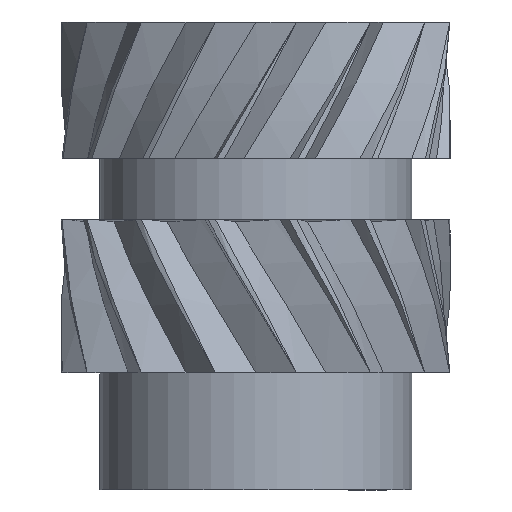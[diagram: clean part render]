
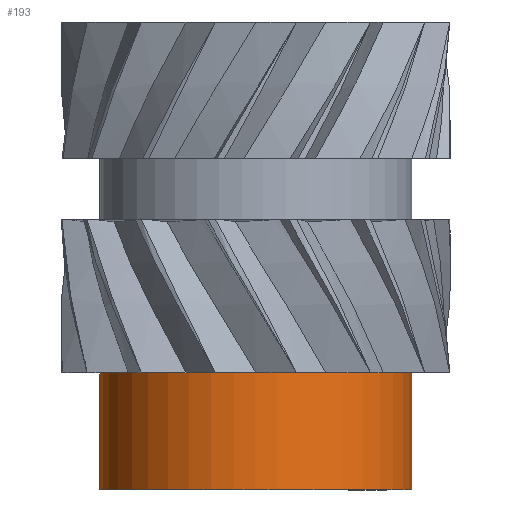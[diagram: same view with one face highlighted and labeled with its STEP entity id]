
A CAD part, front view. The second image highlights one B-rep face of the part: STEP entity #193.
In plain terms, the highlighted free-form (B-spline) face has degree [1, 2] with [2, 9] control points.
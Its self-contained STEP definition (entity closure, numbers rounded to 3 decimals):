
#193=ADVANCED_FACE('',(#373),#2753,.T.);
#373=FACE_OUTER_BOUND('',#549,.T.);
#549=EDGE_LOOP('',(#1281,#1282,#1283,#1284));
#1281=ORIENTED_EDGE('',*,*,#1740,.T.);
#1282=ORIENTED_EDGE('',*,*,#1741,.T.);
#1283=ORIENTED_EDGE('',*,*,#1740,.F.);
#1284=ORIENTED_EDGE('',*,*,#1739,.F.);
#1739=EDGE_CURVE('',#2562,#2562,#1970,.T.);
#1740=EDGE_CURVE('',#2562,#2561,#1971,.T.);
#1741=EDGE_CURVE('',#2561,#2561,#1972,.T.);
#1970=(
BOUNDED_CURVE()
B_SPLINE_CURVE(2,(#10536,#10537,#10538,#10539,#10540,#10541,#10542,#10543,
#10544),.UNSPECIFIED.,.T.,.F.)
B_SPLINE_CURVE_WITH_KNOTS((3,2,2,2,3),(25.133,28.274,
31.416,34.558,37.699),.UNSPECIFIED.)
CURVE()
GEOMETRIC_REPRESENTATION_ITEM()
RATIONAL_B_SPLINE_CURVE((1.,0.707,1.,0.707,1.,0.707,
1.,0.707,1.))
REPRESENTATION_ITEM('')
);
#1971=(
BOUNDED_CURVE()
B_SPLINE_CURVE(1,(#10545,#10546),.UNSPECIFIED.,.F.,.F.)
B_SPLINE_CURVE_WITH_KNOTS((2,2),(0.,6.),.UNSPECIFIED.)
CURVE()
GEOMETRIC_REPRESENTATION_ITEM()
RATIONAL_B_SPLINE_CURVE((1.,1.))
REPRESENTATION_ITEM('')
);
#1972=(
BOUNDED_CURVE()
B_SPLINE_CURVE(2,(#10547,#10548,#10549,#10550,#10551,#10552,#10553,#10554,
#10555),.UNSPECIFIED.,.T.,.F.)
B_SPLINE_CURVE_WITH_KNOTS((3,2,2,2,3),(25.133,28.274,
31.416,34.558,37.699),.UNSPECIFIED.)
CURVE()
GEOMETRIC_REPRESENTATION_ITEM()
RATIONAL_B_SPLINE_CURVE((1.,0.707,1.,0.707,1.,0.707,
1.,0.707,1.))
REPRESENTATION_ITEM('')
);
#2561=VERTEX_POINT('',#8423);
#2562=VERTEX_POINT('',#8424);
#2753=(
BOUNDED_SURFACE()
B_SPLINE_SURFACE(1,2,((#7661,#7662,#7663,#7664,#7665,#7666,#7667,#7668,
#7669),(#7670,#7671,#7672,#7673,#7674,#7675,#7676,#7677,#7678)),
 .UNSPECIFIED.,.F.,.F.,.F.)
B_SPLINE_SURFACE_WITH_KNOTS((2,2),(3,2,2,2,3),(0.,6.),(25.133,
28.274,31.416,34.558,37.699),
 .UNSPECIFIED.)
GEOMETRIC_REPRESENTATION_ITEM()
RATIONAL_B_SPLINE_SURFACE(((1.,0.707,1.,0.707,1.,
0.707,1.,0.707,1.),(1.,0.707,1.,0.707,
1.,0.707,1.,0.707,1.)))
REPRESENTATION_ITEM('')
SURFACE()
);
#7661=CARTESIAN_POINT('',(2.,0.,0.));
#7662=CARTESIAN_POINT('',(2.,-2.,0.));
#7663=CARTESIAN_POINT('',(0.,-2.,0.));
#7664=CARTESIAN_POINT('',(-2.,-2.,0.));
#7665=CARTESIAN_POINT('',(-2.,0.,0.));
#7666=CARTESIAN_POINT('',(-2.,2.,0.));
#7667=CARTESIAN_POINT('',(0.,2.,0.));
#7668=CARTESIAN_POINT('',(2.,2.,0.));
#7669=CARTESIAN_POINT('',(2.,0.,0.));
#7670=CARTESIAN_POINT('',(2.,0.,1.5));
#7671=CARTESIAN_POINT('',(2.,-2.,1.5));
#7672=CARTESIAN_POINT('',(0.,-2.,1.5));
#7673=CARTESIAN_POINT('',(-2.,-2.,1.5));
#7674=CARTESIAN_POINT('',(-2.,0.,1.5));
#7675=CARTESIAN_POINT('',(-2.,2.,1.5));
#7676=CARTESIAN_POINT('',(0.,2.,1.5));
#7677=CARTESIAN_POINT('',(2.,2.,1.5));
#7678=CARTESIAN_POINT('',(2.,0.,1.5));
#8423=CARTESIAN_POINT('',(2.,0.,1.5));
#8424=CARTESIAN_POINT('',(2.,0.,0.));
#10536=CARTESIAN_POINT('',(2.,0.,0.));
#10537=CARTESIAN_POINT('',(2.,-2.,0.));
#10538=CARTESIAN_POINT('',(0.,-2.,0.));
#10539=CARTESIAN_POINT('',(-2.,-2.,0.));
#10540=CARTESIAN_POINT('',(-2.,0.,0.));
#10541=CARTESIAN_POINT('',(-2.,2.,0.));
#10542=CARTESIAN_POINT('',(0.,2.,0.));
#10543=CARTESIAN_POINT('',(2.,2.,0.));
#10544=CARTESIAN_POINT('',(2.,0.,0.));
#10545=CARTESIAN_POINT('',(2.,0.,0.));
#10546=CARTESIAN_POINT('',(2.,0.,1.5));
#10547=CARTESIAN_POINT('',(2.,0.,1.5));
#10548=CARTESIAN_POINT('',(2.,-2.,1.5));
#10549=CARTESIAN_POINT('',(0.,-2.,1.5));
#10550=CARTESIAN_POINT('',(-2.,-2.,1.5));
#10551=CARTESIAN_POINT('',(-2.,0.,1.5));
#10552=CARTESIAN_POINT('',(-2.,2.,1.5));
#10553=CARTESIAN_POINT('',(0.,2.,1.5));
#10554=CARTESIAN_POINT('',(2.,2.,1.5));
#10555=CARTESIAN_POINT('',(2.,0.,1.5));
